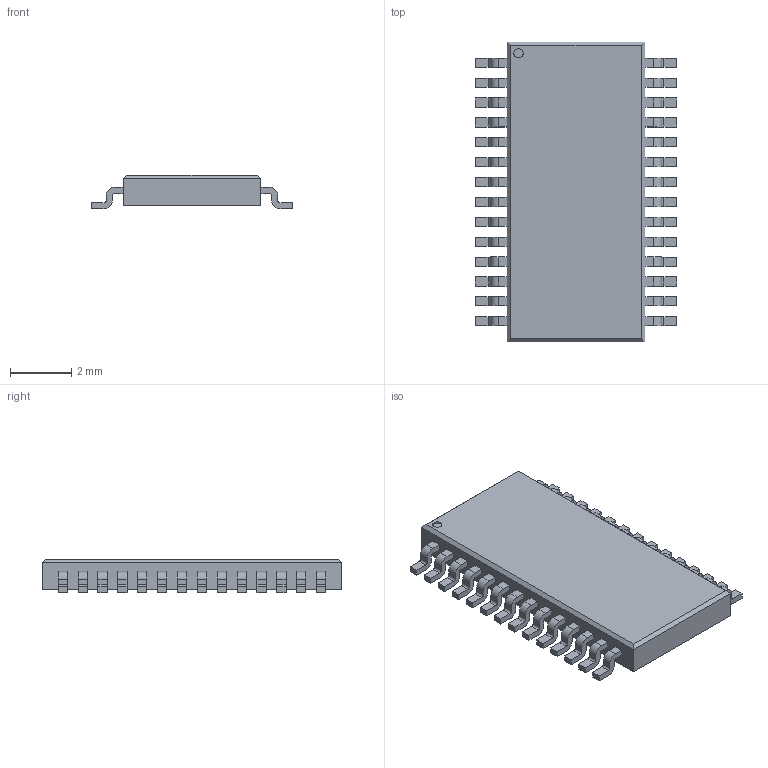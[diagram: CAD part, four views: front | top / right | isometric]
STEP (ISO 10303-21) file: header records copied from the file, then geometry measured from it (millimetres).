
FILE_DESCRIPTION(/* description */ (''),/* implementation_level */ '2;1');
FILE_NAME(/* name */ 'soic_1619281057388.stp',/* time_stamp */ '2021-04-24T16:17:44+00:00',/* author */ (''),/* organization */ (''),/* preprocessor_version */ 'ST-DEVELOPER v18.1',/* originating_system */ 'ASM',/* authorisation */ '');
FILE_SCHEMA (('AUTOMOTIVE_DESIGN { 1 0 10303 214 3 1 1 }'));
Length unit declared in the file: millimetre
Products named in the file (1): soic_1619281057388
Bounding box: 6.6 x 9.8 x 1.1 mm (x, y, z)
Volume: 46.3 mm3; surface area: 154.4 mm2
Topology: 1 solids, 1 shells, 376 faces, 1031 edges, 686 vertices
Faces by surface type: plane 263, cylinder 113
Full cylindrical faces by diameter (mm): 0.3 x1
Entity records: 12297 total; most frequent: CARTESIAN_POINT 2094, ORIENTED_EDGE 2062, DIRECTION 2011, EDGE_CURVE 1031, LINE 805, VECTOR 805, VERTEX_POINT 686, AXIS2_PLACEMENT_3D 603
